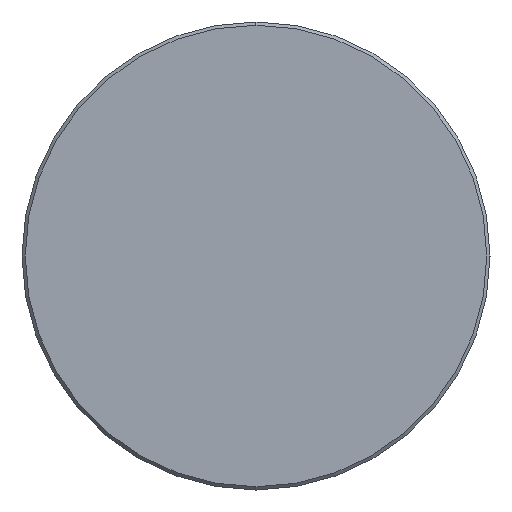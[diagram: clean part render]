
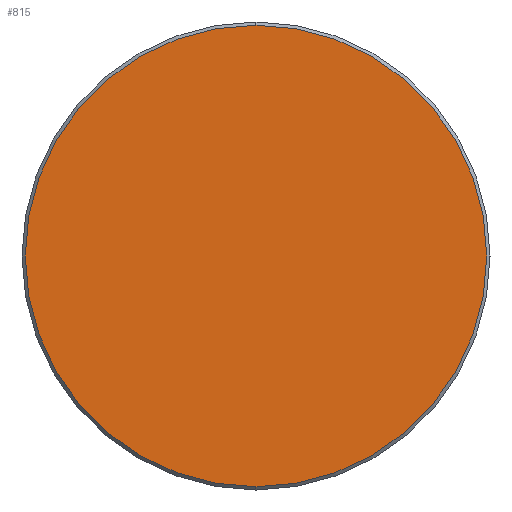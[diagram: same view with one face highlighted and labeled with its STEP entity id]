
A CAD part, left-side view. The second image highlights one B-rep face of the part: STEP entity #815.
In plain terms, the highlighted planar face has unit normal (-1, 0, 0).
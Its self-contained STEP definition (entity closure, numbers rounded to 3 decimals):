
#91 = AXIS2_PLACEMENT_3D ( 'NONE', #170, #635, #120 ) ;
#112 = CARTESIAN_POINT ( 'NONE',  ( 0., 0., -21.2 ) ) ;
#120 = DIRECTION ( 'NONE',  ( 0., 0., -1. ) ) ;
#170 = CARTESIAN_POINT ( 'NONE',  ( 0., 21.2, 0. ) ) ;
#346 = VERTEX_POINT ( 'NONE', #112 ) ;
#363 = CARTESIAN_POINT ( 'NONE',  ( 0., 0., 0. ) ) ;
#367 = PLANE ( 'NONE',  #91 ) ;
#432 = CIRCLE ( 'NONE', #782, 21.2 ) ;
#502 = DIRECTION ( 'NONE',  ( -1., 0., 0. ) ) ;
#527 = EDGE_CURVE ( 'NONE', #788, #346, #432, .T. ) ;
#535 = CARTESIAN_POINT ( 'NONE',  ( 0., 0., 0. ) ) ;
#537 = DIRECTION ( 'NONE',  ( 0., 0., 1. ) ) ;
#548 = ORIENTED_EDGE ( 'NONE', *, *, #527, .T. ) ;
#572 = CIRCLE ( 'NONE', #618, 21.2 ) ;
#618 = AXIS2_PLACEMENT_3D ( 'NONE', #363, #502, #756 ) ;
#635 = DIRECTION ( 'NONE',  ( 1., 0., 0. ) ) ;
#685 = FACE_OUTER_BOUND ( 'NONE', #730, .T. ) ;
#688 = CARTESIAN_POINT ( 'NONE',  ( 0., 0., 21.2 ) ) ;
#730 = EDGE_LOOP ( 'NONE', ( #766, #548 ) ) ;
#756 = DIRECTION ( 'NONE',  ( 0., 0., 1. ) ) ;
#766 = ORIENTED_EDGE ( 'NONE', *, *, #773, .T. ) ;
#773 = EDGE_CURVE ( 'NONE', #346, #788, #572, .T. ) ;
#780 = DIRECTION ( 'NONE',  ( -1., 0., 0. ) ) ;
#782 = AXIS2_PLACEMENT_3D ( 'NONE', #535, #780, #537 ) ;
#788 = VERTEX_POINT ( 'NONE', #688 ) ;
#815 = ADVANCED_FACE ( 'NONE', ( #685 ), #367, .F. ) ;
